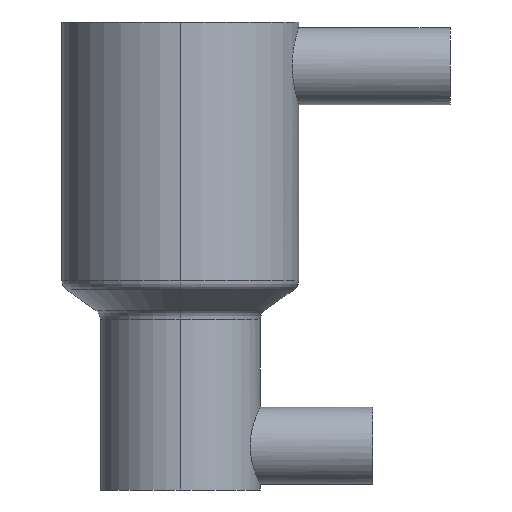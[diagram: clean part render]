
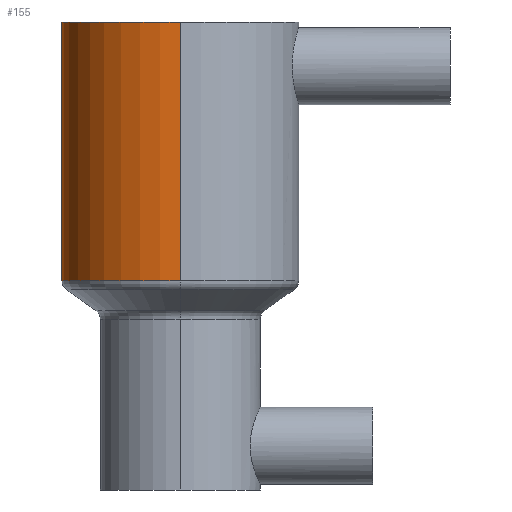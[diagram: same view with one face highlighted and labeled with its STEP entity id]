
A CAD part, left-side view. The second image highlights one B-rep face of the part: STEP entity #155.
In plain terms, the highlighted cylindrical face has radius 21.5 mm (diameter 43 mm), a partial arc.
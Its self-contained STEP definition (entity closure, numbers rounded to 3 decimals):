
#22 = DIRECTION ( 'NONE',  ( -1., 0., 0. ) ) ;
#44 = ORIENTED_EDGE ( 'NONE', *, *, #777, .T. ) ;
#71 = AXIS2_PLACEMENT_3D ( 'NONE', #1047, #552, #953 ) ;
#79 = EDGE_CURVE ( 'NONE', #1104, #659, #612, .T. ) ;
#155 = ADVANCED_FACE ( 'NONE', ( #537 ), #924, .T. ) ;
#176 = AXIS2_PLACEMENT_3D ( 'NONE', #930, #923, #607 ) ;
#376 = LINE ( 'NONE', #1090, #1251 ) ;
#393 = DIRECTION ( 'NONE',  ( 0., 0., -1. ) ) ;
#399 = AXIS2_PLACEMENT_3D ( 'NONE', #812, #1217, #22 ) ;
#504 = CIRCLE ( 'NONE', #176, 21.5 ) ;
#506 = CARTESIAN_POINT ( 'NONE',  ( 21.5, 0., -16.533 ) ) ;
#537 = FACE_OUTER_BOUND ( 'NONE', #1001, .T. ) ;
#552 = DIRECTION ( 'NONE',  ( 0., 0., -1. ) ) ;
#589 = VERTEX_POINT ( 'NONE', #1262 ) ;
#607 = DIRECTION ( 'NONE',  ( -1., 0., 0. ) ) ;
#612 = CIRCLE ( 'NONE', #71, 21.5 ) ;
#659 = VERTEX_POINT ( 'NONE', #993 ) ;
#676 = CARTESIAN_POINT ( 'NONE',  ( 21.5, 0., 50.143 ) ) ;
#697 = EDGE_CURVE ( 'NONE', #589, #1104, #376, .T. ) ;
#719 = VERTEX_POINT ( 'NONE', #676 ) ;
#777 = EDGE_CURVE ( 'NONE', #589, #719, #504, .T. ) ;
#787 = DIRECTION ( 'NONE',  ( 0., 0., -1. ) ) ;
#812 = CARTESIAN_POINT ( 'NONE',  ( 0., 0., -16.533 ) ) ;
#915 = CARTESIAN_POINT ( 'NONE',  ( -21.5, 0., 3.172 ) ) ;
#923 = DIRECTION ( 'NONE',  ( 0., 0., -1. ) ) ;
#924 = CYLINDRICAL_SURFACE ( 'NONE', #399, 21.5 ) ;
#930 = CARTESIAN_POINT ( 'NONE',  ( 0., 0., 50.143 ) ) ;
#953 = DIRECTION ( 'NONE',  ( -1., 0., 0. ) ) ;
#986 = ORIENTED_EDGE ( 'NONE', *, *, #697, .F. ) ;
#993 = CARTESIAN_POINT ( 'NONE',  ( 21.5, 0., 3.172 ) ) ;
#1001 = EDGE_LOOP ( 'NONE', ( #44, #1139, #1005, #986 ) ) ;
#1005 = ORIENTED_EDGE ( 'NONE', *, *, #79, .F. ) ;
#1047 = CARTESIAN_POINT ( 'NONE',  ( 0., 0., 3.172 ) ) ;
#1076 = VECTOR ( 'NONE', #393, 1000. ) ;
#1081 = LINE ( 'NONE', #506, #1076 ) ;
#1090 = CARTESIAN_POINT ( 'NONE',  ( -21.5, 0., -16.533 ) ) ;
#1104 = VERTEX_POINT ( 'NONE', #915 ) ;
#1110 = EDGE_CURVE ( 'NONE', #719, #659, #1081, .T. ) ;
#1139 = ORIENTED_EDGE ( 'NONE', *, *, #1110, .T. ) ;
#1217 = DIRECTION ( 'NONE',  ( 0., 0., -1. ) ) ;
#1251 = VECTOR ( 'NONE', #787, 1000. ) ;
#1262 = CARTESIAN_POINT ( 'NONE',  ( -21.5, 0., 50.143 ) ) ;
